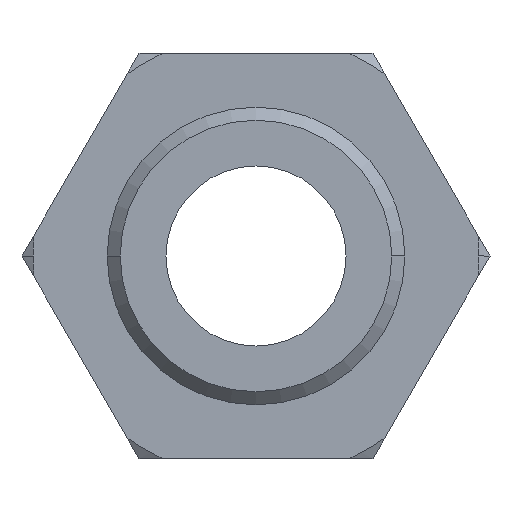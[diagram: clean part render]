
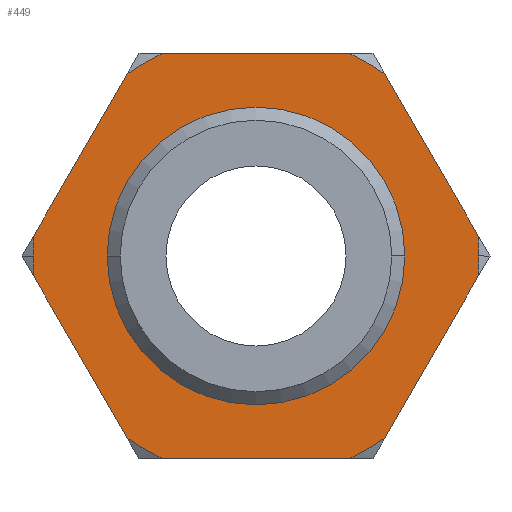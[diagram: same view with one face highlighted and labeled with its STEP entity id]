
A CAD part, left-side view. The second image highlights one B-rep face of the part: STEP entity #449.
In plain terms, the highlighted planar face has unit normal (-1, 0, 0).
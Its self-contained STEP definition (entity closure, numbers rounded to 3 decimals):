
#233 = VERTEX_POINT( '', #649 );
#235 = VERTEX_POINT( '', #651 );
#249 = EDGE_CURVE( '', #415, #537, #666, .T. );
#257 = EDGE_CURVE( '', #397, #431, #674, .T. );
#263 = EDGE_CURVE( '', #373, #387, #681, .T. );
#343 = VERTEX_POINT( '', #775 );
#373 = VERTEX_POINT( '', #811 );
#387 = VERTEX_POINT( '', #827 );
#395 = VERTEX_POINT( '', #835 );
#397 = VERTEX_POINT( '', #837 );
#405 = EDGE_CURVE( '', #535, #519, #846, .T. );
#413 = EDGE_CURVE( '', #511, #501, #855, .T. );
#415 = VERTEX_POINT( '', #857 );
#429 = EDGE_CURVE( '', #537, #343, #872, .T. );
#431 = VERTEX_POINT( '', #874 );
#449 = ADVANCED_FACE( '', ( #893, #894 ), #895, .T. );
#451 = EDGE_CURVE( '', #579, #511, #897, .T. );
#465 = EDGE_CURVE( '', #235, #397, #912, .T. );
#469 = EDGE_CURVE( '', #395, #233, #917, .T. );
#501 = VERTEX_POINT( '', #951 );
#507 = EDGE_CURVE( '', #431, #579, #957, .T. );
#511 = VERTEX_POINT( '', #962 );
#519 = VERTEX_POINT( '', #971 );
#521 = VERTEX_POINT( '', #973 );
#531 = EDGE_CURVE( '', #233, #235, #983, .T. );
#535 = VERTEX_POINT( '', #987 );
#537 = VERTEX_POINT( '', #989 );
#543 = EDGE_CURVE( '', #501, #535, #995, .T. );
#559 = EDGE_CURVE( '', #521, #415, #1014, .T. );
#565 = EDGE_CURVE( '', #387, #373, #1020, .T. );
#567 = EDGE_CURVE( '', #519, #521, #1022, .T. );
#579 = VERTEX_POINT( '', #1035 );
#603 = EDGE_CURVE( '', #343, #395, #1062, .T. );
#649 = CARTESIAN_POINT( '', ( 16., 19.713, -1.856 ) );
#651 = CARTESIAN_POINT( '', ( 16., 11.464, -16.144 ) );
#666 = CIRCLE( '', #1137, 19.8 );
#674 = LINE( '', #1149, #1150 );
#681 = CIRCLE( '', #1159, 13.221 );
#775 = CARTESIAN_POINT( '', ( 16., 19.713, 1.856 ) );
#811 = CARTESIAN_POINT( '', ( 16., 13.221, 0. ) );
#827 = CARTESIAN_POINT( '', ( 16., -13.221, 0. ) );
#835 = CARTESIAN_POINT( '', ( 16., 19.8, 0. ) );
#837 = CARTESIAN_POINT( '', ( 16., 8.249, -18. ) );
#846 = LINE( '', #1447, #1448 );
#855 = CIRCLE( '', #1468, 19.8 );
#857 = CARTESIAN_POINT( '', ( 16., 8.249, 18. ) );
#872 = LINE( '', #1494, #1495 );
#874 = CARTESIAN_POINT( '', ( 16., -8.249, -18. ) );
#893 = FACE_BOUND( '', #1530, .T. );
#894 = FACE_OUTER_BOUND( '', #1531, .T. );
#895 = PLANE( '', #1532 );
#897 = LINE( '', #1535, #1536 );
#912 = CIRCLE( '', #1565, 19.8 );
#917 = CIRCLE( '', #1571, 19.8 );
#951 = CARTESIAN_POINT( '', ( 16., -19.8, 0. ) );
#957 = CIRCLE( '', #1663, 19.8 );
#962 = CARTESIAN_POINT( '', ( 16., -19.713, -1.856 ) );
#971 = CARTESIAN_POINT( '', ( 16., -11.464, 16.144 ) );
#973 = CARTESIAN_POINT( '', ( 16., -8.249, 18. ) );
#983 = LINE( '', #1722, #1723 );
#987 = CARTESIAN_POINT( '', ( 16., -19.713, 1.856 ) );
#989 = CARTESIAN_POINT( '', ( 16., 11.464, 16.144 ) );
#995 = CIRCLE( '', #1738, 19.8 );
#1014 = LINE( '', #1759, #1760 );
#1020 = CIRCLE( '', #1779, 13.221 );
#1022 = CIRCLE( '', #1782, 19.8 );
#1035 = CARTESIAN_POINT( '', ( 16., -11.464, -16.144 ) );
#1062 = CIRCLE( '', #1850, 19.8 );
#1137 = AXIS2_PLACEMENT_3D( '', #1897, #1898, #1899 );
#1149 = CARTESIAN_POINT( '', ( 16., 3.059, -18. ) );
#1150 = VECTOR( '', #1909, 1. );
#1159 = AXIS2_PLACEMENT_3D( '', #1920, #1921, #1922 );
#1447 = CARTESIAN_POINT( '', ( 16., -10.927, 17.075 ) );
#1448 = VECTOR( '', #2148, 1. );
#1468 = AXIS2_PLACEMENT_3D( '', #2157, #2158, #2159 );
#1494 = CARTESIAN_POINT( '', ( 16., 20.25, 0.925 ) );
#1495 = VECTOR( '', #2176, 1. );
#1530 = EDGE_LOOP( '', ( #2197, #2198 ) );
#1531 = EDGE_LOOP( '', ( #2199, #2200, #2201, #2202, #2203, #2204, #2205, #2206, #2207, #2208, #2209, #2210, #2211, #2212 ) );
#1532 = AXIS2_PLACEMENT_3D( '', #2213, #2214, #2215 );
#1535 = CARTESIAN_POINT( '', ( 16., -16.123, -8.075 ) );
#1536 = VECTOR( '', #2216, 1. );
#1565 = AXIS2_PLACEMENT_3D( '', #2228, #2229, #2230 );
#1571 = AXIS2_PLACEMENT_3D( '', #2239, #2240, #2241 );
#1663 = AXIS2_PLACEMENT_3D( '', #2252, #2253, #2254 );
#1722 = CARTESIAN_POINT( '', ( 16., 15.054, -9.925 ) );
#1723 = VECTOR( '', #2271, 1. );
#1738 = AXIS2_PLACEMENT_3D( '', #2278, #2279, #2280 );
#1759 = CARTESIAN_POINT( '', ( 16., 13.451, 18. ) );
#1760 = VECTOR( '', #2306, 1. );
#1779 = AXIS2_PLACEMENT_3D( '', #2308, #2309, #2310 );
#1782 = AXIS2_PLACEMENT_3D( '', #2311, #2312, #2313 );
#1850 = AXIS2_PLACEMENT_3D( '', #2356, #2357, #2358 );
#1897 = CARTESIAN_POINT( '', ( 16., 0., 0. ) );
#1898 = DIRECTION( '', ( -1., 0., 0. ) );
#1899 = DIRECTION( '', ( 0., 1., 0. ) );
#1909 = DIRECTION( '', ( 0., -1., 0. ) );
#1920 = CARTESIAN_POINT( '', ( 16., 0., 0. ) );
#1921 = DIRECTION( '', ( -1., 0., 0. ) );
#1922 = DIRECTION( '', ( 0., 1., 0. ) );
#2148 = DIRECTION( '', ( 0., 0.5, 0.866 ) );
#2157 = CARTESIAN_POINT( '', ( 16., 0., 0. ) );
#2158 = DIRECTION( '', ( -1., 0., 0. ) );
#2159 = DIRECTION( '', ( 0., 1., 0. ) );
#2176 = DIRECTION( '', ( 0., 0.5, -0.866 ) );
#2197 = ORIENTED_EDGE( '', *, *, #263, .F. );
#2198 = ORIENTED_EDGE( '', *, *, #565, .F. );
#2199 = ORIENTED_EDGE( '', *, *, #405, .T. );
#2200 = ORIENTED_EDGE( '', *, *, #567, .T. );
#2201 = ORIENTED_EDGE( '', *, *, #559, .T. );
#2202 = ORIENTED_EDGE( '', *, *, #249, .T. );
#2203 = ORIENTED_EDGE( '', *, *, #429, .T. );
#2204 = ORIENTED_EDGE( '', *, *, #603, .T. );
#2205 = ORIENTED_EDGE( '', *, *, #469, .T. );
#2206 = ORIENTED_EDGE( '', *, *, #531, .T. );
#2207 = ORIENTED_EDGE( '', *, *, #465, .T. );
#2208 = ORIENTED_EDGE( '', *, *, #257, .T. );
#2209 = ORIENTED_EDGE( '', *, *, #507, .T. );
#2210 = ORIENTED_EDGE( '', *, *, #451, .T. );
#2211 = ORIENTED_EDGE( '', *, *, #413, .T. );
#2212 = ORIENTED_EDGE( '', *, *, #543, .T. );
#2213 = CARTESIAN_POINT( '', ( 16., 16.51, 0. ) );
#2214 = DIRECTION( '', ( -1., 0., 0. ) );
#2215 = DIRECTION( '', ( 0., 1., 0. ) );
#2216 = DIRECTION( '', ( 0., -0.5, 0.866 ) );
#2228 = CARTESIAN_POINT( '', ( 16., 0., 0. ) );
#2229 = DIRECTION( '', ( -1., 0., 0. ) );
#2230 = DIRECTION( '', ( 0., 1., 0. ) );
#2239 = CARTESIAN_POINT( '', ( 16., 0., 0. ) );
#2240 = DIRECTION( '', ( -1., 0., 0. ) );
#2241 = DIRECTION( '', ( 0., 1., 0. ) );
#2252 = CARTESIAN_POINT( '', ( 16., 0., 0. ) );
#2253 = DIRECTION( '', ( -1., 0., 0. ) );
#2254 = DIRECTION( '', ( 0., 1., 0. ) );
#2271 = DIRECTION( '', ( 0., -0.5, -0.866 ) );
#2278 = CARTESIAN_POINT( '', ( 16., 0., 0. ) );
#2279 = DIRECTION( '', ( -1., 0., 0. ) );
#2280 = DIRECTION( '', ( 0., 1., 0. ) );
#2306 = DIRECTION( '', ( 0., 1., 0. ) );
#2308 = CARTESIAN_POINT( '', ( 16., 0., 0. ) );
#2309 = DIRECTION( '', ( -1., 0., 0. ) );
#2310 = DIRECTION( '', ( 0., 1., 0. ) );
#2311 = CARTESIAN_POINT( '', ( 16., 0., 0. ) );
#2312 = DIRECTION( '', ( -1., 0., 0. ) );
#2313 = DIRECTION( '', ( 0., 1., 0. ) );
#2356 = CARTESIAN_POINT( '', ( 16., 0., 0. ) );
#2357 = DIRECTION( '', ( -1., 0., 0. ) );
#2358 = DIRECTION( '', ( 0., 1., 0. ) );
